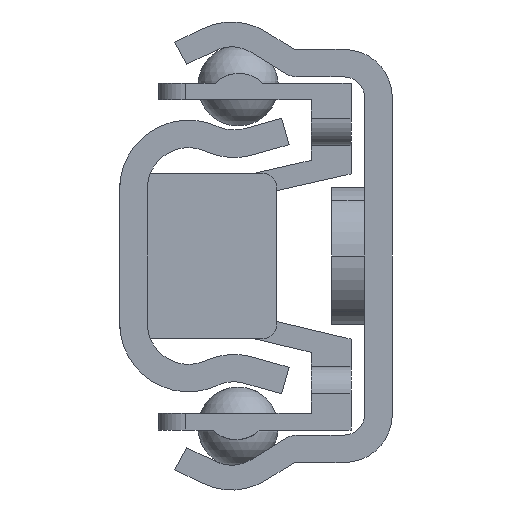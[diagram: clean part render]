
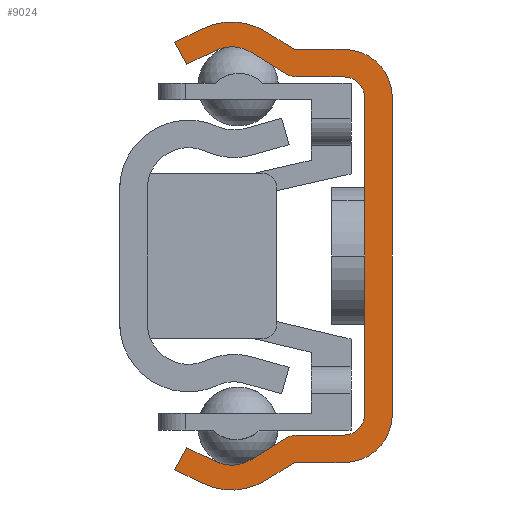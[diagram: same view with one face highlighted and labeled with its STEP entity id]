
A CAD part, front view. The second image highlights one B-rep face of the part: STEP entity #9024.
In plain terms, the highlighted planar face has unit normal (0, -1, 0).
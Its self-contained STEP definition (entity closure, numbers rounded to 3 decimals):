
#8197=CARTESIAN_POINT('',(1.921,0.,-5.75));
#8198=DIRECTION('',(0.,1.,0.));
#8199=DIRECTION('',(1.,0.,0.));
#8200=AXIS2_PLACEMENT_3D('',#8197,#8198,#8199);
#8202=DIRECTION('',(-1.,0.,0.));
#8203=VECTOR('',#8202,1.804);
#8204=CARTESIAN_POINT('',(1.921,0.,-7.5));
#8205=LINE('',#8204,#8203);
#8206=DIRECTION('',(-0.85,0.,-0.527));
#8207=VECTOR('',#8206,1.23);
#8208=CARTESIAN_POINT('',(0.116,0.,-7.5));
#8209=LINE('',#8208,#8207);
#8210=CARTESIAN_POINT('',(-2.167,0.,-6.15));
#8211=DIRECTION('',(0.,1.,0.));
#8212=DIRECTION('',(0.527,0.,-0.85));
#8213=AXIS2_PLACEMENT_3D('',#8210,#8211,#8212);
#8215=DIRECTION('',(-0.899,0.,0.438));
#8216=VECTOR('',#8215,1.15);
#8217=CARTESIAN_POINT('',(-3.195,0.,-8.263));
#8218=LINE('',#8217,#8216);
#8219=DIRECTION('',(0.479,0.,0.878));
#8220=VECTOR('',#8219,0.914);
#8221=CARTESIAN_POINT('',(-4.229,0.,-7.76));
#8222=LINE('',#8221,#8220);
#8223=DIRECTION('',(0.899,0.,-0.438));
#8224=VECTOR('',#8223,1.15);
#8225=CARTESIAN_POINT('',(-3.791,0.,-6.957));
#8226=LINE('',#8225,#8224);
#8227=CARTESIAN_POINT('',(-2.167,0.,-6.246));
#8228=DIRECTION('',(0.,-1.,0.));
#8229=DIRECTION('',(-0.438,0.,-0.899));
#8230=AXIS2_PLACEMENT_3D('',#8227,#8228,#8229);
#8232=DIRECTION('',(0.85,0.,0.527));
#8233=VECTOR('',#8232,1.413);
#8234=CARTESIAN_POINT('',(-1.456,0.,-7.394));
#8235=LINE('',#8234,#8233);
#8236=CARTESIAN_POINT('',(0.272,0.,-7.5));
#8237=DIRECTION('',(0.,1.,0.));
#8238=DIRECTION('',(-0.527,0.,0.85));
#8239=AXIS2_PLACEMENT_3D('',#8236,#8237,#8238);
#8241=DIRECTION('',(1.,0.,0.));
#8242=VECTOR('',#8241,1.649);
#8243=CARTESIAN_POINT('',(0.272,0.,-6.5));
#8244=LINE('',#8243,#8242);
#8245=CARTESIAN_POINT('',(1.921,0.,-5.75));
#8246=DIRECTION('',(0.,-1.,0.));
#8247=DIRECTION('',(0.,0.,-1.));
#8248=AXIS2_PLACEMENT_3D('',#8245,#8246,#8247);
#8250=CARTESIAN_POINT('',(1.921,0.,5.75));
#8251=DIRECTION('',(0.,-1.,0.));
#8252=DIRECTION('',(1.,0.,0.));
#8253=AXIS2_PLACEMENT_3D('',#8250,#8251,#8252);
#8255=DIRECTION('',(-1.,0.,0.));
#8256=VECTOR('',#8255,1.649);
#8257=CARTESIAN_POINT('',(1.921,0.,6.5));
#8258=LINE('',#8257,#8256);
#8259=CARTESIAN_POINT('',(0.272,0.,7.5));
#8260=DIRECTION('',(0.,1.,0.));
#8261=DIRECTION('',(0.,0.,-1.));
#8262=AXIS2_PLACEMENT_3D('',#8259,#8260,#8261);
#8264=DIRECTION('',(-0.85,0.,0.527));
#8265=VECTOR('',#8264,1.413);
#8266=CARTESIAN_POINT('',(-0.255,0.,6.65));
#8267=LINE('',#8266,#8265);
#8268=CARTESIAN_POINT('',(-2.167,0.,6.246));
#8269=DIRECTION('',(0.,-1.,0.));
#8270=DIRECTION('',(0.527,0.,0.85));
#8271=AXIS2_PLACEMENT_3D('',#8268,#8269,#8270);
#8273=DIRECTION('',(-0.899,0.,-0.438));
#8274=VECTOR('',#8273,1.15);
#8275=CARTESIAN_POINT('',(-2.757,0.,7.46));
#8276=LINE('',#8275,#8274);
#8277=DIRECTION('',(-0.479,0.,0.878));
#8278=VECTOR('',#8277,0.914);
#8279=CARTESIAN_POINT('',(-3.791,0.,6.957));
#8280=LINE('',#8279,#8278);
#8281=DIRECTION('',(0.899,0.,0.438));
#8282=VECTOR('',#8281,1.15);
#8283=CARTESIAN_POINT('',(-4.229,0.,7.76));
#8284=LINE('',#8283,#8282);
#8285=CARTESIAN_POINT('',(-2.167,0.,6.15));
#8286=DIRECTION('',(0.,1.,0.));
#8287=DIRECTION('',(-0.438,0.,0.899));
#8288=AXIS2_PLACEMENT_3D('',#8285,#8286,#8287);
#8290=DIRECTION('',(0.85,0.,-0.527));
#8291=VECTOR('',#8290,1.23);
#8292=CARTESIAN_POINT('',(-0.929,0.,8.148));
#8293=LINE('',#8292,#8291);
#8294=DIRECTION('',(1.,0.,0.));
#8295=VECTOR('',#8294,1.804);
#8296=CARTESIAN_POINT('',(0.116,0.,7.5));
#8297=LINE('',#8296,#8295);
#8298=CARTESIAN_POINT('',(1.921,0.,5.75));
#8299=DIRECTION('',(0.,1.,0.));
#8300=DIRECTION('',(0.,0.,1.));
#8301=AXIS2_PLACEMENT_3D('',#8298,#8299,#8300);
#8321=DIRECTION('',(0.,0.,1.));
#8322=VECTOR('',#8321,11.5);
#8323=CARTESIAN_POINT('',(3.671,0.,-5.75));
#8324=LINE('',#8323,#8322);
#8395=DIRECTION('',(0.,0.,-1.));
#8396=VECTOR('',#8395,11.5);
#8397=CARTESIAN_POINT('',(2.671,0.,5.75));
#8398=LINE('',#8397,#8396);
#8789=CARTESIAN_POINT('',(3.671,0.,-5.75));
#8790=CARTESIAN_POINT('',(1.921,0.,-7.5));
#8791=VERTEX_POINT('',#8789);
#8792=VERTEX_POINT('',#8790);
#8793=CARTESIAN_POINT('',(0.116,0.,-7.5));
#8794=VERTEX_POINT('',#8793);
#8795=CARTESIAN_POINT('',(-0.929,0.,-8.148));
#8796=VERTEX_POINT('',#8795);
#8797=CARTESIAN_POINT('',(-3.195,0.,-8.263));
#8798=VERTEX_POINT('',#8797);
#8799=CARTESIAN_POINT('',(-4.229,0.,-7.76));
#8800=VERTEX_POINT('',#8799);
#8801=CARTESIAN_POINT('',(-3.791,0.,-6.957));
#8802=VERTEX_POINT('',#8801);
#8803=CARTESIAN_POINT('',(-2.757,0.,-7.46));
#8804=VERTEX_POINT('',#8803);
#8805=CARTESIAN_POINT('',(-1.456,0.,-7.394));
#8806=VERTEX_POINT('',#8805);
#8807=CARTESIAN_POINT('',(-0.255,0.,-6.65));
#8808=VERTEX_POINT('',#8807);
#8809=CARTESIAN_POINT('',(0.272,0.,-6.5));
#8810=VERTEX_POINT('',#8809);
#8811=CARTESIAN_POINT('',(1.921,0.,-6.5));
#8812=VERTEX_POINT('',#8811);
#8813=CARTESIAN_POINT('',(2.671,0.,-5.75));
#8814=VERTEX_POINT('',#8813);
#8815=CARTESIAN_POINT('',(2.671,0.,5.75));
#8816=CARTESIAN_POINT('',(1.921,0.,6.5));
#8817=VERTEX_POINT('',#8815);
#8818=VERTEX_POINT('',#8816);
#8819=CARTESIAN_POINT('',(0.272,0.,6.5));
#8820=VERTEX_POINT('',#8819);
#8821=CARTESIAN_POINT('',(-0.255,0.,6.65));
#8822=VERTEX_POINT('',#8821);
#8823=CARTESIAN_POINT('',(-1.456,0.,7.394));
#8824=VERTEX_POINT('',#8823);
#8825=CARTESIAN_POINT('',(-2.757,0.,7.46));
#8826=VERTEX_POINT('',#8825);
#8827=CARTESIAN_POINT('',(-3.791,0.,6.957));
#8828=VERTEX_POINT('',#8827);
#8829=CARTESIAN_POINT('',(-4.229,0.,7.76));
#8830=VERTEX_POINT('',#8829);
#8831=CARTESIAN_POINT('',(-3.195,0.,8.263));
#8832=VERTEX_POINT('',#8831);
#8833=CARTESIAN_POINT('',(-0.929,0.,8.148));
#8834=VERTEX_POINT('',#8833);
#8835=CARTESIAN_POINT('',(0.116,0.,7.5));
#8836=VERTEX_POINT('',#8835);
#8837=CARTESIAN_POINT('',(1.921,0.,7.5));
#8838=VERTEX_POINT('',#8837);
#8839=CARTESIAN_POINT('',(3.671,0.,5.75));
#8840=VERTEX_POINT('',#8839);
#8965=CARTESIAN_POINT('',(0.,0.,0.));
#8966=DIRECTION('',(0.,1.,0.));
#8967=DIRECTION('',(1.,0.,0.));
#8968=AXIS2_PLACEMENT_3D('',#8965,#8966,#8967);
#8969=PLANE('',#8968);
#8971=ORIENTED_EDGE('',*,*,#8970,.T.);
#8973=ORIENTED_EDGE('',*,*,#8972,.T.);
#8975=ORIENTED_EDGE('',*,*,#8974,.T.);
#8977=ORIENTED_EDGE('',*,*,#8976,.T.);
#8979=ORIENTED_EDGE('',*,*,#8978,.T.);
#8981=ORIENTED_EDGE('',*,*,#8980,.T.);
#8983=ORIENTED_EDGE('',*,*,#8982,.T.);
#8985=ORIENTED_EDGE('',*,*,#8984,.T.);
#8987=ORIENTED_EDGE('',*,*,#8986,.T.);
#8989=ORIENTED_EDGE('',*,*,#8988,.T.);
#8991=ORIENTED_EDGE('',*,*,#8990,.T.);
#8993=ORIENTED_EDGE('',*,*,#8992,.T.);
#8995=ORIENTED_EDGE('',*,*,#8994,.F.);
#8997=ORIENTED_EDGE('',*,*,#8996,.T.);
#8999=ORIENTED_EDGE('',*,*,#8998,.T.);
#9001=ORIENTED_EDGE('',*,*,#9000,.T.);
#9003=ORIENTED_EDGE('',*,*,#9002,.T.);
#9005=ORIENTED_EDGE('',*,*,#9004,.T.);
#9007=ORIENTED_EDGE('',*,*,#9006,.T.);
#9009=ORIENTED_EDGE('',*,*,#9008,.T.);
#9011=ORIENTED_EDGE('',*,*,#9010,.T.);
#9013=ORIENTED_EDGE('',*,*,#9012,.T.);
#9015=ORIENTED_EDGE('',*,*,#9014,.T.);
#9017=ORIENTED_EDGE('',*,*,#9016,.T.);
#9019=ORIENTED_EDGE('',*,*,#9018,.T.);
#9021=ORIENTED_EDGE('',*,*,#9020,.F.);
#9022=EDGE_LOOP('',(#8971,#8973,#8975,#8977,#8979,#8981,#8983,#8985,#8987,#8989,
#8991,#8993,#8995,#8997,#8999,#9001,#9003,#9005,#9007,#9009,#9011,#9013,#9015,
#9017,#9019,#9021));
#9023=FACE_OUTER_BOUND('',#9022,.F.);
#9024=ADVANCED_FACE('',(#9023),#8969,.F.);
#8201=CIRCLE('',#8200,1.75);
#8214=CIRCLE('',#8213,2.35);
#8231=CIRCLE('',#8230,1.35);
#8240=CIRCLE('',#8239,1.);
#8249=CIRCLE('',#8248,0.75);
#8254=CIRCLE('',#8253,0.75);
#8263=CIRCLE('',#8262,1.);
#8272=CIRCLE('',#8271,1.35);
#8289=CIRCLE('',#8288,2.35);
#8302=CIRCLE('',#8301,1.75);
#8970=EDGE_CURVE('',#8791,#8792,#8201,.T.);
#8972=EDGE_CURVE('',#8792,#8794,#8205,.T.);
#8974=EDGE_CURVE('',#8794,#8796,#8209,.T.);
#8976=EDGE_CURVE('',#8796,#8798,#8214,.T.);
#8978=EDGE_CURVE('',#8798,#8800,#8218,.T.);
#8980=EDGE_CURVE('',#8800,#8802,#8222,.T.);
#8982=EDGE_CURVE('',#8802,#8804,#8226,.T.);
#8984=EDGE_CURVE('',#8804,#8806,#8231,.T.);
#8986=EDGE_CURVE('',#8806,#8808,#8235,.T.);
#8988=EDGE_CURVE('',#8808,#8810,#8240,.T.);
#8990=EDGE_CURVE('',#8810,#8812,#8244,.T.);
#8992=EDGE_CURVE('',#8812,#8814,#8249,.T.);
#8994=EDGE_CURVE('',#8817,#8814,#8398,.T.);
#8996=EDGE_CURVE('',#8817,#8818,#8254,.T.);
#8998=EDGE_CURVE('',#8818,#8820,#8258,.T.);
#9000=EDGE_CURVE('',#8820,#8822,#8263,.T.);
#9002=EDGE_CURVE('',#8822,#8824,#8267,.T.);
#9004=EDGE_CURVE('',#8824,#8826,#8272,.T.);
#9006=EDGE_CURVE('',#8826,#8828,#8276,.T.);
#9008=EDGE_CURVE('',#8828,#8830,#8280,.T.);
#9010=EDGE_CURVE('',#8830,#8832,#8284,.T.);
#9012=EDGE_CURVE('',#8832,#8834,#8289,.T.);
#9014=EDGE_CURVE('',#8834,#8836,#8293,.T.);
#9016=EDGE_CURVE('',#8836,#8838,#8297,.T.);
#9018=EDGE_CURVE('',#8838,#8840,#8302,.T.);
#9020=EDGE_CURVE('',#8791,#8840,#8324,.T.);
